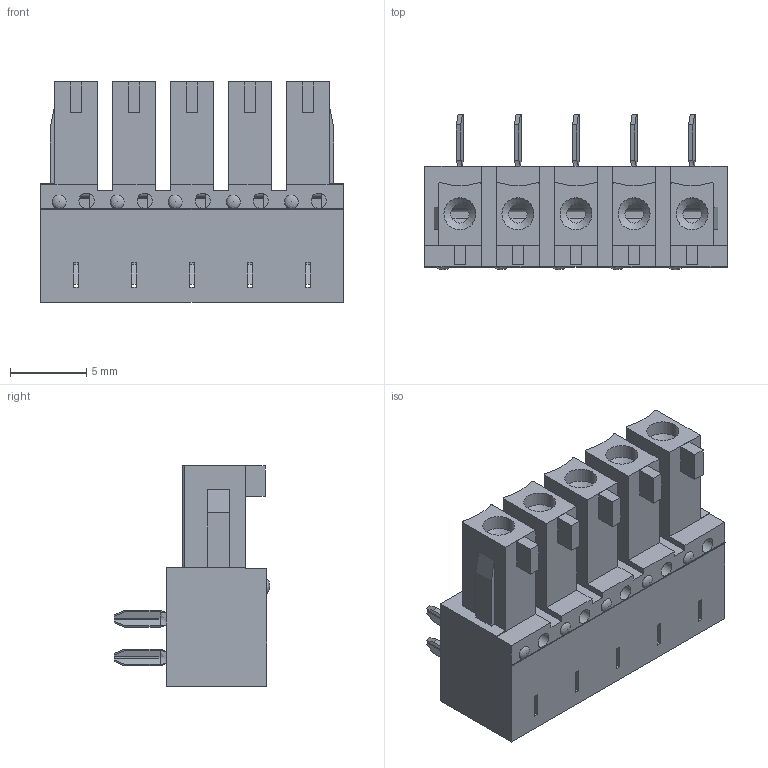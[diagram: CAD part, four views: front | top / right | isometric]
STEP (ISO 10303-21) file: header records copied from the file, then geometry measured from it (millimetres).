
FILE_DESCRIPTION( ( 'Unknown' ), '1' );
FILE_NAME( '691309310005.stp', 'Unknown', ( 'Unknown' ), ( 'Unknown' ), 'PSStep 18.0.17', 'Unknown', ' ' );
FILE_SCHEMA( ( 'AUTOMOTIVE_DESIGN { 1 0 10303 214 1 1 1 1 }' ) );
Length unit declared in the file: millimetre
Products named in the file (3): Assem1; 6913093100xx_Pin; 691307300005
Assembly tree (6 placements, depth 2):
  Assem1
    6913093100xx_Pin  x5
    691307300005
Bounding box: 19.84 x 10.2 x 14.5 mm (x, y, z)
Volume: 829.8 mm3; surface area: 2821.6 mm2
Topology: 6 solids, 6 shells, 893 faces, 2478 edges, 1592 vertices
Faces by surface type: plane 691, cylinder 152, bspline 40, revolution 5, cone 5
Full cylindrical faces by diameter (mm): 1 x5, 1.2 x5, 2.1 x5
Entity records: 19425 total; most frequent: CARTESIAN_POINT 2980, ORIENTED_EDGE 2688, DIRECTION 2412, EDGE_CURVE 1344, LINE 1191, VECTOR 1191, VERTEX_POINT 892, AXIS2_PLACEMENT_3D 608
